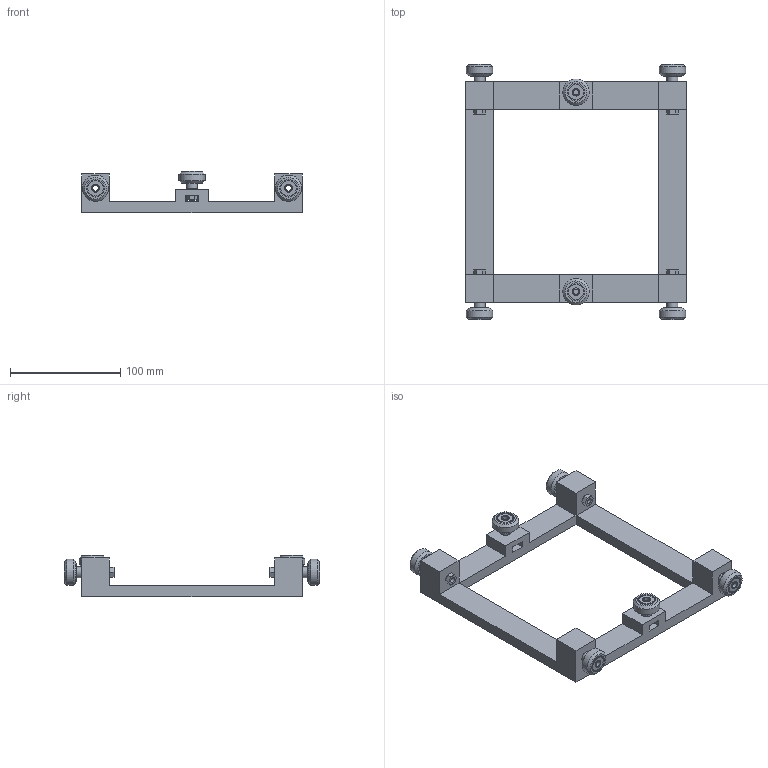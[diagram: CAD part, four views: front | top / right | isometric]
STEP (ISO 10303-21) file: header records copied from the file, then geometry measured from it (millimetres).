
FILE_DESCRIPTION(/* description */ (''),/* implementation_level */ '2;1');
FILE_NAME(/* name */ 'Wheel X assembly v1.step',/* time_stamp */ '2023-08-29T00:40:56+08:00',/* author */ (''),/* organization */ (''),/* preprocessor_version */ 'ST-DEVELOPER v20',/* originating_system */ 'Autodesk Translation Framework v12.9.0.99',/* authorisation */ '');
FILE_SCHEMA (('AUTOMOTIVE_DESIGN { 1 0 10303 214 3 1 1 }'));
Length unit declared in the file: millimetre
Products named in the file (1): Wheel X assembly
Bounding box: 200 x 232 x 37.3 mm (x, y, z)
Volume: 276267.2 mm3; surface area: 84794.3 mm2
Topology: 25 solids, 25 shells, 317 faces, 624 edges, 380 vertices
Faces by surface type: plane 221, cylinder 72, cone 24
Full cylindrical faces by diameter (mm): 5 x24, 7 x12, 10 x6, 14 x12, 16 x12, 23.9 x6
Entity records: 8123 total; most frequent: DIRECTION 1428, CARTESIAN_POINT 1322, ORIENTED_EDGE 1248, EDGE_CURVE 624, AXIS2_PLACEMENT_3D 486, LINE 456, VECTOR 456, EDGE_LOOP 406
